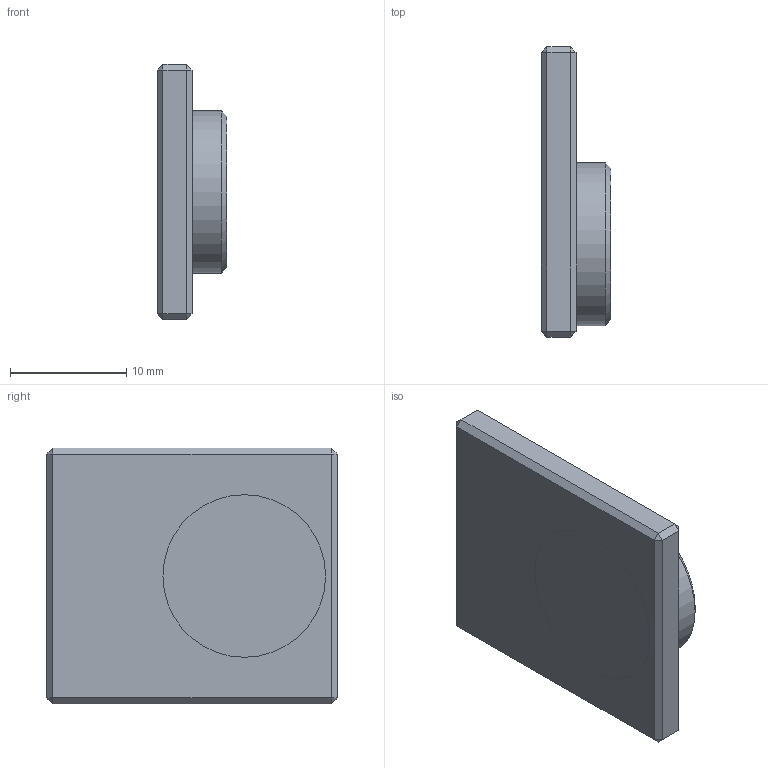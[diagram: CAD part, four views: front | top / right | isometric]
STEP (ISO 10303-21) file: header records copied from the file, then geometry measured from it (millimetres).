
FILE_DESCRIPTION(('FreeCAD Model'),'2;1');
FILE_NAME('Open CASCADE Shape Model','2023-10-13T15:00:20',(''),(''), 'Open CASCADE STEP processor 7.6','FreeCAD','Unknown');
FILE_SCHEMA(('AUTOMOTIVE_DESIGN { 1 0 10303 214 1 1 1 1 }'));
Length unit declared in the file: millimetre
Products named in the file (1): P0170-33-a
Bounding box: 6 x 25 x 22 mm (x, y, z)
Volume: 1675.2 mm3; surface area: 1629.3 mm2
Topology: 1 solids, 1 shells, 124 faces, 318 edges, 204 vertices
Faces by surface type: extrusion 69, plane 52, cylinder 2, cone 1
Full cylindrical faces by diameter (mm): 10.1 x1, 14 x1
Entity records: 7953 total; most frequent: CARTESIAN_POINT 1979, DIRECTION 864, VECTOR 735, LINE 666, ORIENTED_EDGE 636, PCURVE 636, DEFINITIONAL_REPRESENTATION 636, B_SPLINE_CURVE_WITH_KNOTS 345
